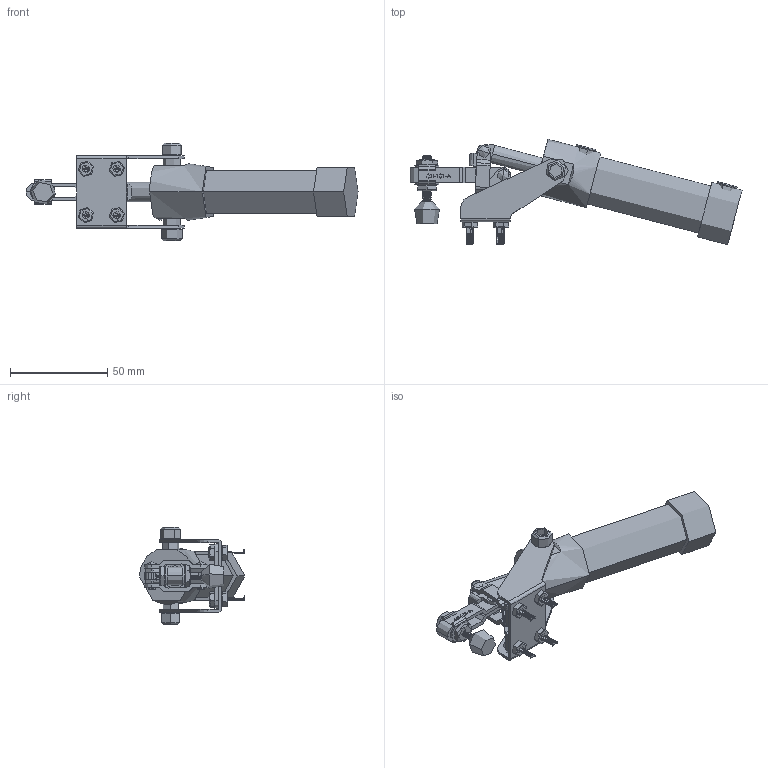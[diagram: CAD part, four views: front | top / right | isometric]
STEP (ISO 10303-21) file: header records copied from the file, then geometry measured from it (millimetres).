
FILE_DESCRIPTION (( 'STEP AP203' ), '1' );
FILE_NAME ('CH-10101-A.STEP', '2024-04-22T09:15:19', ( 'User' ), ( 'china' ), 'SwSTEP 2.0', 'SolidWorks 2018', '' );
FILE_SCHEMA (( 'CONFIG_CONTROL_DESIGN' ));
Length unit declared in the file: millimetre
Products named in the file (50): CH-FW-100; CH-101-A-01 菁釱01 (1); M4X15; CH-10101-A-02; CH-10101-A; M6X10; CH-FC-10138 NUT; CH-101-A气动-02 压把; M4 NUT; CH-10101-A-01; CH-FC-10138 SPINDLE SUPPLIED; CH-101-07穩傻 (1); CH-10101-A-05; CH-10101-A-04; CH-101-08酗穩 (2); CH-10101-A-03; CH-10101-A-06; 錨璃1
Assembly tree (45 placements, depth 2):
  CH-101-A-01 菁釱01 (1)
  CH-10101-A-02
  CH-10101-A
    CH-FW-100  x2
    CH-FC-10138 NUT  x2
    CH-FC-10138 SPINDLE SUPPLIED
    CH-10101-A-04
    CH-10101-A-02  x2
    CH-10101-A-01
    CH-10101-A-05
    CH-10101-A-03
    CH-10101-A-06  x2
    M6X10  x2
    M4X15  x4
    M4 NUT  x4
    CH-101-A-01 菁釱01 (1)
    CH-101-A气动-02 压把
    CH-101-07穩傻 (1)  x2
    CH-101-08酗穩 (2)  x2
    錨璃1  x2
  CH-10101-A
    M4 NUT
    M4X15
    M6X10
    M6X10
    M4 NUT
    M4 NUT
    CH-FC-10138 NUT
    CH-FC-10138 NUT
    M4 NUT
    CH-10101-A-03
    CH-FC-10138 SPINDLE SUPPLIED
    M4X15
    M4X15
    M4X15
  CH-101-A气动-02 压把
Bounding box: 170.43 x 54.16 x 50.09 mm (x, y, z)
Volume: 70334.4 mm3; surface area: 38463.2 mm2
Topology: 32 solids, 33 shells, 1261 faces, 3371 edges, 2231 vertices
Faces by surface type: cylinder 512, plane 432, bspline 188, cone 77, torus 52
Entity records: 48589 total; most frequent: CARTESIAN_POINT 23908, ORIENTED_EDGE 4504, DIRECTION 3448, EDGE_CURVE 2252, VERTEX_POINT 1488, AXIS2_PLACEMENT_3D 1150, LINE 1148, VECTOR 1148
